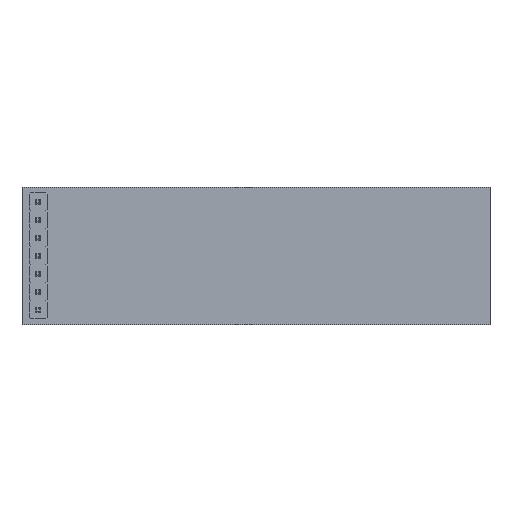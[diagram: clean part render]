
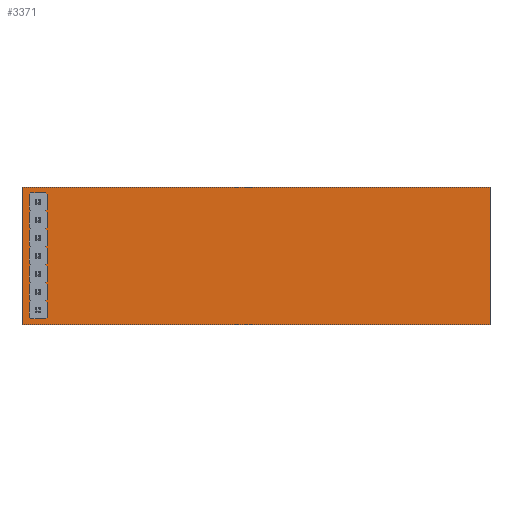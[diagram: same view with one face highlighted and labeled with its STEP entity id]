
A CAD part, top view. The second image highlights one B-rep face of the part: STEP entity #3371.
In plain terms, the highlighted planar face has unit normal (0, 0, 1).
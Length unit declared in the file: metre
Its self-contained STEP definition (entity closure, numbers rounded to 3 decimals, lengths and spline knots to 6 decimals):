
#258=ORIENTED_EDGE('',*,*,#1090,.T.);
#259=ORIENTED_EDGE('',*,*,#1112,.T.);
#260=ORIENTED_EDGE('',*,*,#1097,.F.);
#261=ORIENTED_EDGE('',*,*,#1094,.F.);
#262=ORIENTED_EDGE('',*,*,#1080,.T.);
#263=ORIENTED_EDGE('',*,*,#1110,.F.);
#264=ORIENTED_EDGE('',*,*,#1087,.F.);
#265=ORIENTED_EDGE('',*,*,#1084,.T.);
#266=ORIENTED_EDGE('',*,*,#1070,.T.);
#267=ORIENTED_EDGE('',*,*,#1108,.F.);
#268=ORIENTED_EDGE('',*,*,#1077,.F.);
#269=ORIENTED_EDGE('',*,*,#1074,.T.);
#270=ORIENTED_EDGE('',*,*,#1060,.F.);
#271=ORIENTED_EDGE('',*,*,#1106,.T.);
#272=ORIENTED_EDGE('',*,*,#1067,.T.);
#273=ORIENTED_EDGE('',*,*,#1064,.F.);
#274=ORIENTED_EDGE('',*,*,#1050,.F.);
#275=ORIENTED_EDGE('',*,*,#1104,.T.);
#276=ORIENTED_EDGE('',*,*,#1057,.T.);
#277=ORIENTED_EDGE('',*,*,#1054,.F.);
#278=ORIENTED_EDGE('',*,*,#1040,.T.);
#279=ORIENTED_EDGE('',*,*,#1102,.T.);
#280=ORIENTED_EDGE('',*,*,#1047,.F.);
#281=ORIENTED_EDGE('',*,*,#1044,.F.);
#282=ORIENTED_EDGE('',*,*,#1030,.F.);
#283=ORIENTED_EDGE('',*,*,#1100,.T.);
#284=ORIENTED_EDGE('',*,*,#1037,.T.);
#285=ORIENTED_EDGE('',*,*,#1034,.F.);
#286=ORIENTED_EDGE('',*,*,#1020,.T.);
#287=ORIENTED_EDGE('',*,*,#1114,.T.);
#288=ORIENTED_EDGE('',*,*,#1027,.F.);
#289=ORIENTED_EDGE('',*,*,#1024,.F.);
#1020=EDGE_CURVE('',#1484,#1485,#1794,.T.);
#1024=EDGE_CURVE('',#1484,#1488,#1798,.T.);
#1027=EDGE_CURVE('',#1488,#1490,#1801,.T.);
#1030=EDGE_CURVE('',#1492,#1493,#1804,.T.);
#1034=EDGE_CURVE('',#1493,#1496,#1808,.T.);
#1037=EDGE_CURVE('',#1498,#1496,#1811,.T.);
#1040=EDGE_CURVE('',#1500,#1501,#1814,.T.);
#1044=EDGE_CURVE('',#1500,#1504,#1818,.T.);
#1047=EDGE_CURVE('',#1504,#1506,#1821,.T.);
#1050=EDGE_CURVE('',#1508,#1509,#1824,.T.);
#1054=EDGE_CURVE('',#1509,#1512,#1828,.T.);
#1057=EDGE_CURVE('',#1514,#1512,#1831,.T.);
#1060=EDGE_CURVE('',#1516,#1517,#1834,.T.);
#1064=EDGE_CURVE('',#1517,#1520,#1838,.T.);
#1067=EDGE_CURVE('',#1522,#1520,#1841,.T.);
#1070=EDGE_CURVE('',#1524,#1525,#1844,.T.);
#1074=EDGE_CURVE('',#1528,#1524,#1848,.T.);
#1077=EDGE_CURVE('',#1528,#1530,#1851,.T.);
#1080=EDGE_CURVE('',#1532,#1533,#1854,.T.);
#1084=EDGE_CURVE('',#1536,#1532,#1858,.T.);
#1087=EDGE_CURVE('',#1536,#1538,#1861,.T.);
#1090=EDGE_CURVE('',#1540,#1541,#1864,.T.);
#1094=EDGE_CURVE('',#1540,#1544,#1868,.T.);
#1097=EDGE_CURVE('',#1544,#1546,#1871,.T.);
#1100=EDGE_CURVE('',#1492,#1498,#1874,.T.);
#1102=EDGE_CURVE('',#1501,#1506,#1876,.T.);
#1104=EDGE_CURVE('',#1508,#1514,#1878,.T.);
#1106=EDGE_CURVE('',#1516,#1522,#1880,.T.);
#1108=EDGE_CURVE('',#1530,#1525,#1882,.T.);
#1110=EDGE_CURVE('',#1538,#1533,#1884,.T.);
#1112=EDGE_CURVE('',#1541,#1546,#1886,.T.);
#1114=EDGE_CURVE('',#1485,#1490,#1888,.T.);
#1484=VERTEX_POINT('',#4908);
#1485=VERTEX_POINT('',#4909);
#1488=VERTEX_POINT('',#4917);
#1490=VERTEX_POINT('',#4923);
#1492=VERTEX_POINT('',#4929);
#1493=VERTEX_POINT('',#4930);
#1496=VERTEX_POINT('',#4938);
#1498=VERTEX_POINT('',#4944);
#1500=VERTEX_POINT('',#4950);
#1501=VERTEX_POINT('',#4951);
#1504=VERTEX_POINT('',#4959);
#1506=VERTEX_POINT('',#4965);
#1508=VERTEX_POINT('',#4971);
#1509=VERTEX_POINT('',#4972);
#1512=VERTEX_POINT('',#4980);
#1514=VERTEX_POINT('',#4986);
#1516=VERTEX_POINT('',#4992);
#1517=VERTEX_POINT('',#4993);
#1520=VERTEX_POINT('',#5001);
#1522=VERTEX_POINT('',#5007);
#1524=VERTEX_POINT('',#5013);
#1525=VERTEX_POINT('',#5014);
#1528=VERTEX_POINT('',#5022);
#1530=VERTEX_POINT('',#5028);
#1532=VERTEX_POINT('',#5034);
#1533=VERTEX_POINT('',#5035);
#1536=VERTEX_POINT('',#5043);
#1538=VERTEX_POINT('',#5049);
#1540=VERTEX_POINT('',#5055);
#1541=VERTEX_POINT('',#5056);
#1544=VERTEX_POINT('',#5064);
#1546=VERTEX_POINT('',#5070);
#1794=LINE('',#4907,#2264);
#1798=LINE('',#4916,#2268);
#1801=LINE('',#4922,#2271);
#1804=LINE('',#4928,#2274);
#1808=LINE('',#4937,#2278);
#1811=LINE('',#4943,#2281);
#1814=LINE('',#4949,#2284);
#1818=LINE('',#4958,#2288);
#1821=LINE('',#4964,#2291);
#1824=LINE('',#4970,#2294);
#1828=LINE('',#4979,#2298);
#1831=LINE('',#4985,#2301);
#1834=LINE('',#4991,#2304);
#1838=LINE('',#5000,#2308);
#1841=LINE('',#5006,#2311);
#1844=LINE('',#5012,#2314);
#1848=LINE('',#5021,#2318);
#1851=LINE('',#5027,#2321);
#1854=LINE('',#5033,#2324);
#1858=LINE('',#5042,#2328);
#1861=LINE('',#5048,#2331);
#1864=LINE('',#5054,#2334);
#1868=LINE('',#5063,#2338);
#1871=LINE('',#5069,#2341);
#1874=LINE('',#5075,#2344);
#1876=LINE('',#5078,#2346);
#1878=LINE('',#5081,#2348);
#1880=LINE('',#5084,#2350);
#1882=LINE('',#5087,#2352);
#1884=LINE('',#5090,#2354);
#1886=LINE('',#5093,#2356);
#1888=LINE('',#5096,#2358);
#2264=VECTOR('',#4058,1.);
#2268=VECTOR('',#4064,1.);
#2271=VECTOR('',#4069,1.);
#2274=VECTOR('',#4074,1.);
#2278=VECTOR('',#4080,1.);
#2281=VECTOR('',#4085,1.);
#2284=VECTOR('',#4090,1.);
#2288=VECTOR('',#4096,1.);
#2291=VECTOR('',#4101,1.);
#2294=VECTOR('',#4106,1.);
#2298=VECTOR('',#4112,1.);
#2301=VECTOR('',#4117,1.);
#2304=VECTOR('',#4122,1.);
#2308=VECTOR('',#4128,1.);
#2311=VECTOR('',#4133,1.);
#2314=VECTOR('',#4138,1.);
#2318=VECTOR('',#4144,1.);
#2321=VECTOR('',#4149,1.);
#2324=VECTOR('',#4154,1.);
#2328=VECTOR('',#4160,1.);
#2331=VECTOR('',#4165,1.);
#2334=VECTOR('',#4170,1.);
#2338=VECTOR('',#4176,1.);
#2341=VECTOR('',#4181,1.);
#2344=VECTOR('',#4186,1.);
#2346=VECTOR('',#4190,1.);
#2348=VECTOR('',#4194,1.);
#2350=VECTOR('',#4198,1.);
#2352=VECTOR('',#4202,1.);
#2354=VECTOR('',#4206,1.);
#2356=VECTOR('',#4210,1.);
#2358=VECTOR('',#4214,1.);
#2764=EDGE_LOOP('',(#258,#259,#260,#261));
#2765=EDGE_LOOP('',(#262,#263,#264,#265));
#2766=EDGE_LOOP('',(#266,#267,#268,#269));
#2767=EDGE_LOOP('',(#270,#271,#272,#273));
#2768=EDGE_LOOP('',(#274,#275,#276,#277));
#2769=EDGE_LOOP('',(#278,#279,#280,#281));
#2770=EDGE_LOOP('',(#282,#283,#284,#285));
#2771=EDGE_LOOP('',(#286,#287,#288,#289));
#2978=FACE_BOUND('',#2764,.T.);
#2979=FACE_BOUND('',#2765,.T.);
#2980=FACE_BOUND('',#2766,.T.);
#2981=FACE_BOUND('',#2767,.T.);
#2982=FACE_BOUND('',#2768,.T.);
#2983=FACE_BOUND('',#2769,.T.);
#2984=FACE_BOUND('',#2770,.T.);
#2985=FACE_BOUND('',#2771,.T.);
#3185=PLANE('',#3872);
#3371=ADVANCED_FACE('',(#2978,#2979,#2980,#2981,#2982,#2983,#2984,#2985),
#3185,.F.);
#3872=AXIS2_PLACEMENT_3D('',#5099,#4218,#4219);
#4058=DIRECTION('',(-1.,0.,0.));
#4064=DIRECTION('',(0.,1.,0.));
#4069=DIRECTION('',(-1.,0.,0.));
#4074=DIRECTION('',(0.,1.,0.));
#4080=DIRECTION('',(-1.,0.,0.));
#4085=DIRECTION('',(0.,1.,0.));
#4090=DIRECTION('',(-1.,0.,0.));
#4096=DIRECTION('',(0.,1.,0.));
#4101=DIRECTION('',(-1.,0.,0.));
#4106=DIRECTION('',(0.,1.,0.));
#4112=DIRECTION('',(-1.,0.,0.));
#4117=DIRECTION('',(0.,1.,0.));
#4122=DIRECTION('',(0.,1.,0.));
#4128=DIRECTION('',(-1.,0.,0.));
#4133=DIRECTION('',(0.,1.,0.));
#4138=DIRECTION('',(0.,1.,0.));
#4144=DIRECTION('',(-1.,0.,0.));
#4149=DIRECTION('',(0.,1.,0.));
#4154=DIRECTION('',(0.,1.,0.));
#4160=DIRECTION('',(-1.,0.,0.));
#4165=DIRECTION('',(0.,1.,0.));
#4170=DIRECTION('',(1.,0.,0.));
#4176=DIRECTION('',(0.,1.,0.));
#4181=DIRECTION('',(1.,0.,0.));
#4186=DIRECTION('',(-1.,0.,0.));
#4190=DIRECTION('',(0.,1.,0.));
#4194=DIRECTION('',(-1.,0.,0.));
#4198=DIRECTION('',(-1.,0.,0.));
#4202=DIRECTION('',(-1.,0.,0.));
#4206=DIRECTION('',(-1.,0.,0.));
#4210=DIRECTION('',(0.,1.,0.));
#4214=DIRECTION('',(0.,1.,0.));
#4218=DIRECTION('',(0.,0.,-1.));
#4219=DIRECTION('',(1.,0.,0.));
#4907=CARTESIAN_POINT('',(-0.00016,-0.00032,0.));
#4908=CARTESIAN_POINT('',(0.00032,-0.00032,0.));
#4909=CARTESIAN_POINT('',(-0.00032,-0.00032,0.));
#4916=CARTESIAN_POINT('',(0.00032,-0.00762,0.));
#4917=CARTESIAN_POINT('',(0.00032,0.00032,0.));
#4922=CARTESIAN_POINT('',(-0.00016,0.00032,0.));
#4923=CARTESIAN_POINT('',(-0.00032,0.00032,0.));
#4928=CARTESIAN_POINT('',(0.00032,-0.00762,0.));
#4929=CARTESIAN_POINT('',(0.00032,-0.00794,0.));
#4930=CARTESIAN_POINT('',(0.00032,-0.0073,0.));
#4937=CARTESIAN_POINT('',(-0.00016,-0.0073,0.));
#4938=CARTESIAN_POINT('',(-0.00032,-0.0073,0.));
#4943=CARTESIAN_POINT('',(-0.00032,-0.01302,0.));
#4944=CARTESIAN_POINT('',(-0.00032,-0.00794,0.));
#4949=CARTESIAN_POINT('',(-0.00016,-0.0054,0.));
#4950=CARTESIAN_POINT('',(0.00032,-0.0054,0.));
#4951=CARTESIAN_POINT('',(-0.00032,-0.0054,0.));
#4958=CARTESIAN_POINT('',(0.00032,-0.00762,0.));
#4959=CARTESIAN_POINT('',(0.00032,-0.00476,0.));
#4964=CARTESIAN_POINT('',(-0.00016,-0.00476,0.));
#4965=CARTESIAN_POINT('',(-0.00032,-0.00476,0.));
#4970=CARTESIAN_POINT('',(0.00032,-0.00762,0.));
#4971=CARTESIAN_POINT('',(0.00032,-0.00286,0.));
#4972=CARTESIAN_POINT('',(0.00032,-0.00222,0.));
#4979=CARTESIAN_POINT('',(-0.00016,-0.00222,0.));
#4980=CARTESIAN_POINT('',(-0.00032,-0.00222,0.));
#4985=CARTESIAN_POINT('',(-0.00032,-0.01302,0.));
#4986=CARTESIAN_POINT('',(-0.00032,-0.00286,0.));
#4991=CARTESIAN_POINT('',(0.00032,-0.00762,0.));
#4992=CARTESIAN_POINT('',(0.00032,-0.01556,0.));
#4993=CARTESIAN_POINT('',(0.00032,-0.01492,0.));
#5000=CARTESIAN_POINT('',(-0.00016,-0.01492,0.));
#5001=CARTESIAN_POINT('',(-0.00032,-0.01492,0.));
#5006=CARTESIAN_POINT('',(-0.00032,-0.01302,0.));
#5007=CARTESIAN_POINT('',(-0.00032,-0.01556,0.));
#5012=CARTESIAN_POINT('',(-0.00032,-0.01032,0.));
#5013=CARTESIAN_POINT('',(-0.00032,-0.01302,0.));
#5014=CARTESIAN_POINT('',(-0.00032,-0.01238,0.));
#5021=CARTESIAN_POINT('',(-0.00016,-0.01302,0.));
#5022=CARTESIAN_POINT('',(0.00032,-0.01302,0.));
#5027=CARTESIAN_POINT('',(0.00032,-0.01032,0.));
#5028=CARTESIAN_POINT('',(0.00032,-0.01238,0.));
#5033=CARTESIAN_POINT('',(-0.00032,-0.01302,0.));
#5034=CARTESIAN_POINT('',(-0.00032,-0.01048,0.));
#5035=CARTESIAN_POINT('',(-0.00032,-0.00984,0.));
#5042=CARTESIAN_POINT('',(-0.00016,-0.01048,0.));
#5043=CARTESIAN_POINT('',(0.00032,-0.01048,0.));
#5048=CARTESIAN_POINT('',(0.00032,-0.00762,0.));
#5049=CARTESIAN_POINT('',(0.00032,-0.00984,0.));
#5054=CARTESIAN_POINT('',(0.03073,-0.0173,0.));
#5055=CARTESIAN_POINT('',(-0.00227,-0.0173,0.));
#5056=CARTESIAN_POINT('',(0.06373,-0.0173,0.));
#5063=CARTESIAN_POINT('',(-0.00227,-0.007625,0.));
#5064=CARTESIAN_POINT('',(-0.00227,0.00205,0.));
#5069=CARTESIAN_POINT('',(0.03073,0.00205,0.));
#5070=CARTESIAN_POINT('',(0.06373,0.00205,0.));
#5075=CARTESIAN_POINT('',(-0.00016,-0.00794,0.));
#5078=CARTESIAN_POINT('',(-0.00032,-0.01302,0.));
#5081=CARTESIAN_POINT('',(-0.00016,-0.00286,0.));
#5084=CARTESIAN_POINT('',(-0.00016,-0.01556,0.));
#5087=CARTESIAN_POINT('',(-0.00016,-0.01238,0.));
#5090=CARTESIAN_POINT('',(-0.00016,-0.00984,0.));
#5093=CARTESIAN_POINT('',(0.06373,-0.007625,0.));
#5096=CARTESIAN_POINT('',(-0.00032,-0.01302,0.));
#5099=CARTESIAN_POINT('',(0.03073,-0.007625,0.));
